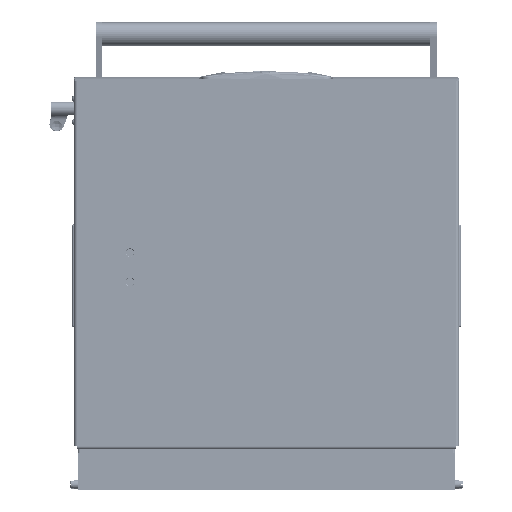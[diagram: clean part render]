
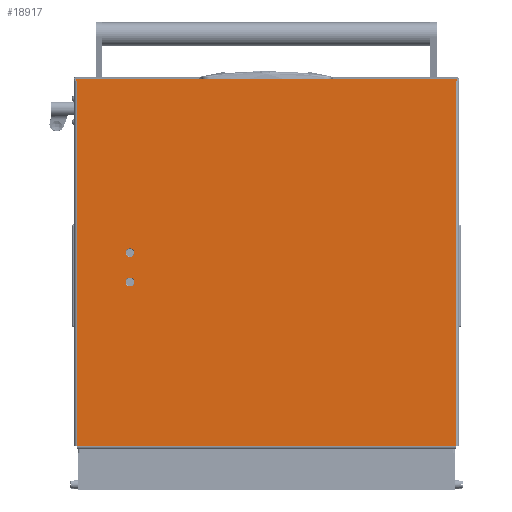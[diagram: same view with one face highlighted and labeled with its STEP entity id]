
A CAD part, front view. The second image highlights one B-rep face of the part: STEP entity #18917.
In plain terms, the highlighted face is planar.
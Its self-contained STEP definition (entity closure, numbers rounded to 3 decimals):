
#160 = CARTESIAN_POINT ( 'NONE',  ( 240., 389., 0. ) ) ;
#793 = PLANE ( 'NONE',  #53330 ) ;
#3354 = EDGE_CURVE ( 'NONE', #119734, #64863, #9940, .T. ) ;
#5875 = DIRECTION ( 'NONE',  ( 0., 1., 0. ) ) ;
#9191 = VECTOR ( 'NONE', #113489, 1000. ) ;
#9940 = CIRCLE ( 'NONE', #33104, 5.2 ) ;
#10528 = FACE_OUTER_BOUND ( 'NONE', #156904, .T. ) ;
#10701 = CARTESIAN_POINT ( 'NONE',  ( 199.8, 389., 0. ) ) ;
#11015 = LINE ( 'NONE', #158071, #70400 ) ;
#11296 = DIRECTION ( 'NONE',  ( -1., 0., 0. ) ) ;
#11460 = DIRECTION ( 'NONE',  ( -1., 0., 0. ) ) ;
#13685 = DIRECTION ( 'NONE',  ( 0., 1., 0. ) ) ;
#14957 = ORIENTED_EDGE ( 'NONE', *, *, #64460, .F. ) ;
#18917 = ADVANCED_FACE ( 'NONE', ( #110097, #96496, #10528 ), #793, .T. ) ;
#24881 = CARTESIAN_POINT ( 'NONE',  ( 245.2, 389., 0. ) ) ;
#28325 = VERTEX_POINT ( 'NONE', #154263 ) ;
#28745 = EDGE_CURVE ( 'NONE', #64863, #119734, #98933, .T. ) ;
#29546 = CARTESIAN_POINT ( 'NONE',  ( -2., 454., 0. ) ) ;
#29776 = ORIENTED_EDGE ( 'NONE', *, *, #71736, .F. ) ;
#33104 = AXIS2_PLACEMENT_3D ( 'NONE', #160, #37146, #11460 ) ;
#37146 = DIRECTION ( 'NONE',  ( 0., 0., -1. ) ) ;
#37203 = VECTOR ( 'NONE', #140657, 1000. ) ;
#38697 = ORIENTED_EDGE ( 'NONE', *, *, #79497, .F. ) ;
#39642 = VERTEX_POINT ( 'NONE', #153975 ) ;
#42632 = ORIENTED_EDGE ( 'NONE', *, *, #59064, .F. ) ;
#43197 = VERTEX_POINT ( 'NONE', #77763 ) ;
#44349 = DIRECTION ( 'NONE',  ( 0., 0., -1. ) ) ;
#45947 = CARTESIAN_POINT ( 'NONE',  ( 205., 389., 0. ) ) ;
#46173 = ORIENTED_EDGE ( 'NONE', *, *, #48103, .T. ) ;
#47466 = LINE ( 'NONE', #74774, #150425 ) ;
#47877 = CIRCLE ( 'NONE', #109488, 5.2 ) ;
#48103 = EDGE_CURVE ( 'NONE', #83812, #154504, #141425, .T. ) ;
#51432 = VERTEX_POINT ( 'NONE', #71449 ) ;
#53330 = AXIS2_PLACEMENT_3D ( 'NONE', #60281, #95707, #11296 ) ;
#53355 = LINE ( 'NONE', #91182, #81714 ) ;
#55204 = DIRECTION ( 'NONE',  ( 0., 0., -1. ) ) ;
#57173 = DIRECTION ( 'NONE',  ( -1., 0., 0. ) ) ;
#57897 = ORIENTED_EDGE ( 'NONE', *, *, #71039, .T. ) ;
#57949 = VECTOR ( 'NONE', #119530, 1000. ) ;
#59064 = EDGE_CURVE ( 'NONE', #43197, #28325, #139849, .T. ) ;
#59246 = AXIS2_PLACEMENT_3D ( 'NONE', #45947, #44349, #57173 ) ;
#60281 = CARTESIAN_POINT ( 'NONE',  ( 0., 452., 0. ) ) ;
#63020 = AXIS2_PLACEMENT_3D ( 'NONE', #67285, #55204, #141255 ) ;
#64460 = EDGE_CURVE ( 'NONE', #132209, #145441, #47877, .T. ) ;
#64863 = VERTEX_POINT ( 'NONE', #24881 ) ;
#65141 = VERTEX_POINT ( 'NONE', #132271 ) ;
#67285 = CARTESIAN_POINT ( 'NONE',  ( 240., 389., 0. ) ) ;
#69596 = CARTESIAN_POINT ( 'NONE',  ( 234.8, 389., 0. ) ) ;
#70393 = EDGE_CURVE ( 'NONE', #145441, #132209, #143989, .T. ) ;
#70400 = VECTOR ( 'NONE', #122721, 1000. ) ;
#70499 = CARTESIAN_POINT ( 'NONE',  ( 0., 452., 0. ) ) ;
#71039 = EDGE_CURVE ( 'NONE', #154504, #65141, #112859, .T. ) ;
#71449 = CARTESIAN_POINT ( 'NONE',  ( 436., 452., 0. ) ) ;
#71736 = EDGE_CURVE ( 'NONE', #39642, #65141, #47466, .T. ) ;
#71941 = ORIENTED_EDGE ( 'NONE', *, *, #101843, .F. ) ;
#73771 = EDGE_CURVE ( 'NONE', #51432, #28325, #53355, .T. ) ;
#74774 = CARTESIAN_POINT ( 'NONE',  ( 0., -4., 0. ) ) ;
#77763 = CARTESIAN_POINT ( 'NONE',  ( 0., 0., 0. ) ) ;
#78045 = CARTESIAN_POINT ( 'NONE',  ( 205., 389., 0. ) ) ;
#79497 = EDGE_CURVE ( 'NONE', #51432, #39642, #118719, .T. ) ;
#81714 = VECTOR ( 'NONE', #128176, 1000. ) ;
#83812 = VERTEX_POINT ( 'NONE', #92143 ) ;
#86437 = DIRECTION ( 'NONE',  ( 1., 0., 0. ) ) ;
#89910 = ORIENTED_EDGE ( 'NONE', *, *, #28745, .F. ) ;
#91182 = CARTESIAN_POINT ( 'NONE',  ( 436., 452., 0. ) ) ;
#92143 = CARTESIAN_POINT ( 'NONE',  ( -2., -2., 0. ) ) ;
#93170 = CARTESIAN_POINT ( 'NONE',  ( -2., -4., 0. ) ) ;
#93311 = CARTESIAN_POINT ( 'NONE',  ( 210.2, 389., 0. ) ) ;
#95093 = VECTOR ( 'NONE', #86437, 1000. ) ;
#95707 = DIRECTION ( 'NONE',  ( 0., 0., -1. ) ) ;
#96496 = FACE_BOUND ( 'NONE', #156675, .T. ) ;
#98933 = CIRCLE ( 'NONE', #63020, 5.2 ) ;
#101843 = EDGE_CURVE ( 'NONE', #142949, #43197, #103126, .T. ) ;
#103126 = LINE ( 'NONE', #140136, #156261 ) ;
#104527 = DIRECTION ( 'NONE',  ( 0., 0., -1. ) ) ;
#105236 = CARTESIAN_POINT ( 'NONE',  ( 0., 0., 0. ) ) ;
#109488 = AXIS2_PLACEMENT_3D ( 'NONE', #78045, #104527, #127917 ) ;
#110097 = FACE_BOUND ( 'NONE', #158758, .T. ) ;
#111276 = CARTESIAN_POINT ( 'NONE',  ( 0., 454., 0. ) ) ;
#112859 = LINE ( 'NONE', #111276, #95093 ) ;
#113489 = DIRECTION ( 'NONE',  ( 0., 1., 0. ) ) ;
#118719 = LINE ( 'NONE', #70499, #57949 ) ;
#119530 = DIRECTION ( 'NONE',  ( -1., 0., 0. ) ) ;
#119734 = VERTEX_POINT ( 'NONE', #69596 ) ;
#120052 = CARTESIAN_POINT ( 'NONE',  ( 0., -2., 0. ) ) ;
#122721 = DIRECTION ( 'NONE',  ( -1., 0., 0. ) ) ;
#127251 = ORIENTED_EDGE ( 'NONE', *, *, #158357, .T. ) ;
#127917 = DIRECTION ( 'NONE',  ( -1., 0., 0. ) ) ;
#128176 = DIRECTION ( 'NONE',  ( 0., -1., 0. ) ) ;
#132209 = VERTEX_POINT ( 'NONE', #93311 ) ;
#132271 = CARTESIAN_POINT ( 'NONE',  ( 0., 454., 0. ) ) ;
#139849 = LINE ( 'NONE', #105236, #37203 ) ;
#140136 = CARTESIAN_POINT ( 'NONE',  ( 0., -4., 0. ) ) ;
#140657 = DIRECTION ( 'NONE',  ( 1., 0., 0. ) ) ;
#141255 = DIRECTION ( 'NONE',  ( -1., 0., 0. ) ) ;
#141425 = LINE ( 'NONE', #93170, #9191 ) ;
#142949 = VERTEX_POINT ( 'NONE', #120052 ) ;
#143989 = CIRCLE ( 'NONE', #59246, 5.2 ) ;
#145441 = VERTEX_POINT ( 'NONE', #10701 ) ;
#147208 = ORIENTED_EDGE ( 'NONE', *, *, #73771, .T. ) ;
#147228 = ORIENTED_EDGE ( 'NONE', *, *, #70393, .F. ) ;
#150425 = VECTOR ( 'NONE', #13685, 1000. ) ;
#150823 = ORIENTED_EDGE ( 'NONE', *, *, #3354, .F. ) ;
#153975 = CARTESIAN_POINT ( 'NONE',  ( 0., 452., 0. ) ) ;
#154263 = CARTESIAN_POINT ( 'NONE',  ( 436., 0., 0. ) ) ;
#154504 = VERTEX_POINT ( 'NONE', #29546 ) ;
#156261 = VECTOR ( 'NONE', #5875, 1000. ) ;
#156675 = EDGE_LOOP ( 'NONE', ( #150823, #89910 ) ) ;
#156904 = EDGE_LOOP ( 'NONE', ( #71941, #127251, #46173, #57897, #29776, #38697, #147208, #42632 ) ) ;
#158071 = CARTESIAN_POINT ( 'NONE',  ( 0., -2., 0. ) ) ;
#158357 = EDGE_CURVE ( 'NONE', #142949, #83812, #11015, .T. ) ;
#158758 = EDGE_LOOP ( 'NONE', ( #147228, #14957 ) ) ;
